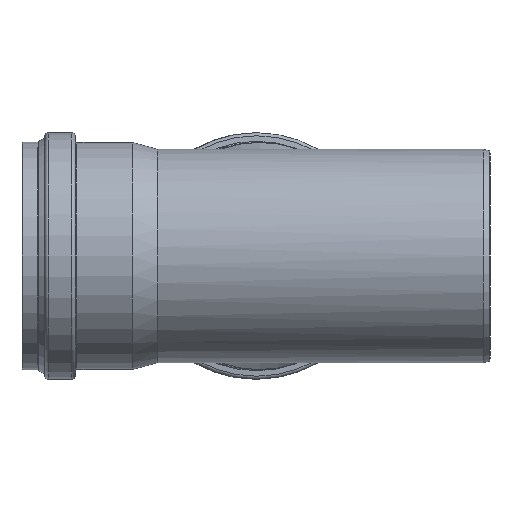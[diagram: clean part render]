
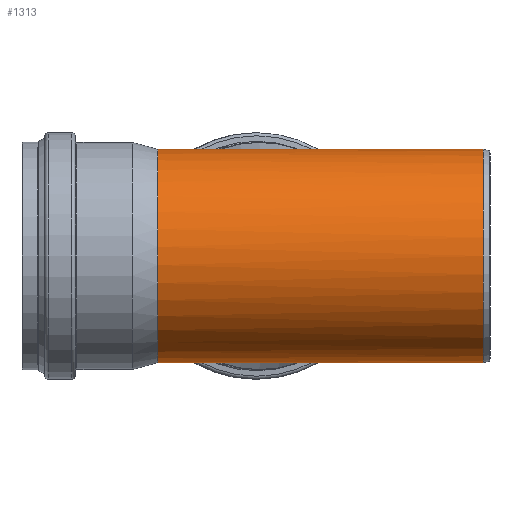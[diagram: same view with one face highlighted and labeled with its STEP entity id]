
A CAD part, left-side view. The second image highlights one B-rep face of the part: STEP entity #1313.
In plain terms, the highlighted cylindrical face has radius 125.15 mm (diameter 250.3 mm), a full revolution.
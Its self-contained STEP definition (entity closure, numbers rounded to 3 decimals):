
#76=LINE('',#2568,#116);
#116=VECTOR('',#1676,125.15);
#156=CIRCLE('',#1419,125.15);
#157=CIRCLE('',#1420,125.15);
#158=CIRCLE('',#1421,125.15);
#314=CYLINDRICAL_SURFACE('',#1418,125.15);
#332=ELLIPSE('',#1410,183.257,125.15);
#336=ELLIPSE('',#1414,175.249,125.15);
#337=ELLIPSE('',#1415,175.249,125.15);
#339=ELLIPSE('',#1417,183.257,125.15);
#348=FACE_OUTER_BOUND('',#426,.T.);
#426=EDGE_LOOP('',(#888,#889,#890,#891,#892,#893,#894,#895,#896,#897,#898));
#507=B_SPLINE_CURVE_WITH_KNOTS('',3,(#2242,#2243,#2244,#2245,#2246,#2247,
#2248,#2249,#2250,#2251),.UNSPECIFIED.,.F.,.F.,(4,2,2,2,4),(4.526,
4.589,4.672,4.827,5.344),
 .UNSPECIFIED.);
#511=B_SPLINE_CURVE_WITH_KNOTS('',3,(#2378,#2379,#2380,#2381,#2382,#2383,
#2384,#2385,#2386,#2387),.UNSPECIFIED.,.F.,.F.,(4,2,2,2,4),(0.,0.088,
0.116,0.132,0.142),.UNSPECIFIED.);
#512=VERTEX_POINT('',#2227);
#514=VERTEX_POINT('',#2234);
#515=VERTEX_POINT('',#2241);
#518=VERTEX_POINT('',#2319);
#519=VERTEX_POINT('',#2423);
#520=VERTEX_POINT('',#2516);
#522=VERTEX_POINT('',#2520);
#523=VERTEX_POINT('',#2567);
#524=VERTEX_POINT('',#2569);
#656=EDGE_CURVE('',#515,#514,#507,.T.);
#660=EDGE_CURVE('',#512,#518,#511,.T.);
#661=EDGE_CURVE('',#515,#519,#332,.T.);
#665=EDGE_CURVE('',#519,#522,#336,.T.);
#666=EDGE_CURVE('',#522,#520,#337,.T.);
#668=EDGE_CURVE('',#520,#518,#339,.T.);
#669=EDGE_CURVE('',#512,#514,#156,.T.);
#670=EDGE_CURVE('',#522,#523,#76,.T.);
#671=EDGE_CURVE('',#523,#524,#157,.T.);
#672=EDGE_CURVE('',#524,#523,#158,.T.);
#888=ORIENTED_EDGE('',*,*,#656,.T.);
#889=ORIENTED_EDGE('',*,*,#669,.F.);
#890=ORIENTED_EDGE('',*,*,#660,.T.);
#891=ORIENTED_EDGE('',*,*,#668,.F.);
#892=ORIENTED_EDGE('',*,*,#666,.F.);
#893=ORIENTED_EDGE('',*,*,#670,.T.);
#894=ORIENTED_EDGE('',*,*,#671,.T.);
#895=ORIENTED_EDGE('',*,*,#672,.T.);
#896=ORIENTED_EDGE('',*,*,#670,.F.);
#897=ORIENTED_EDGE('',*,*,#665,.F.);
#898=ORIENTED_EDGE('',*,*,#661,.F.);
#1313=ADVANCED_FACE('',(#348),#314,.T.);
#1410=AXIS2_PLACEMENT_3D('',#2424,#1656,#1657);
#1414=AXIS2_PLACEMENT_3D('',#2521,#1664,#1665);
#1415=AXIS2_PLACEMENT_3D('',#2522,#1666,#1667);
#1417=AXIS2_PLACEMENT_3D('',#2564,#1670,#1671);
#1418=AXIS2_PLACEMENT_3D('',#2565,#1672,#1673);
#1419=AXIS2_PLACEMENT_3D('',#2566,#1674,#1675);
#1420=AXIS2_PLACEMENT_3D('',#2570,#1677,#1678);
#1421=AXIS2_PLACEMENT_3D('',#2571,#1679,#1680);
#1656=DIRECTION('center_axis',(0.73,-0.683,0.));
#1657=DIRECTION('ref_axis',(0.683,0.73,0.));
#1664=DIRECTION('center_axis',(0.7,0.714,0.));
#1665=DIRECTION('ref_axis',(0.714,-0.7,0.));
#1666=DIRECTION('center_axis',(0.7,0.714,0.));
#1667=DIRECTION('ref_axis',(0.714,-0.7,0.));
#1670=DIRECTION('center_axis',(0.73,-0.683,0.));
#1671=DIRECTION('ref_axis',(0.683,0.73,0.));
#1672=DIRECTION('center_axis',(0.,1.,0.));
#1673=DIRECTION('ref_axis',(-1.,0.,0.));
#1674=DIRECTION('center_axis',(0.,1.,0.));
#1675=DIRECTION('ref_axis',(1.,0.,0.));
#1676=DIRECTION('',(0.,-1.,0.));
#1677=DIRECTION('center_axis',(0.,1.,0.));
#1678=DIRECTION('ref_axis',(1.,0.,0.));
#1679=DIRECTION('center_axis',(0.,1.,0.));
#1680=DIRECTION('ref_axis',(1.,0.,0.));
#2227=CARTESIAN_POINT('',(118.444,389.478,-40.416));
#2234=CARTESIAN_POINT('',(118.444,389.478,40.416));
#2241=CARTESIAN_POINT('',(118.844,389.122,39.225));
#2242=CARTESIAN_POINT('Ctrl Pts',(118.844,389.122,39.225));
#2243=CARTESIAN_POINT('Ctrl Pts',(118.841,389.153,39.234));
#2244=CARTESIAN_POINT('Ctrl Pts',(118.836,389.18,39.249));
#2245=CARTESIAN_POINT('Ctrl Pts',(118.822,389.239,39.293));
#2246=CARTESIAN_POINT('Ctrl Pts',(118.811,389.267,39.325));
#2247=CARTESIAN_POINT('Ctrl Pts',(118.779,389.333,39.423));
#2248=CARTESIAN_POINT('Ctrl Pts',(118.753,389.364,39.499));
#2249=CARTESIAN_POINT('Ctrl Pts',(118.649,389.459,39.811));
#2250=CARTESIAN_POINT('Ctrl Pts',(118.541,389.478,40.134));
#2251=CARTESIAN_POINT('Ctrl Pts',(118.444,389.478,40.416));
#2319=CARTESIAN_POINT('',(118.844,389.122,-39.225));
#2378=CARTESIAN_POINT('Ctrl Pts',(118.444,389.478,-40.416));
#2379=CARTESIAN_POINT('Ctrl Pts',(118.539,389.478,-40.139));
#2380=CARTESIAN_POINT('Ctrl Pts',(118.645,389.46,-39.825));
#2381=CARTESIAN_POINT('Ctrl Pts',(118.749,389.369,-39.512));
#2382=CARTESIAN_POINT('Ctrl Pts',(118.776,389.338,-39.431));
#2383=CARTESIAN_POINT('Ctrl Pts',(118.811,389.268,-39.325));
#2384=CARTESIAN_POINT('Ctrl Pts',(118.823,389.236,-39.289));
#2385=CARTESIAN_POINT('Ctrl Pts',(118.837,389.174,-39.245));
#2386=CARTESIAN_POINT('Ctrl Pts',(118.841,389.149,-39.233));
#2387=CARTESIAN_POINT('Ctrl Pts',(118.844,389.122,-39.225));
#2423=CARTESIAN_POINT('',(0.,262.,125.15));
#2424=CARTESIAN_POINT('Origin',(0.,262.,0.));
#2516=CARTESIAN_POINT('',(0.,262.,-125.15));
#2520=CARTESIAN_POINT('',(125.15,139.323,0.));
#2521=CARTESIAN_POINT('Origin',(0.,262.,0.));
#2522=CARTESIAN_POINT('Origin',(0.,262.,0.));
#2564=CARTESIAN_POINT('Origin',(0.,262.,0.));
#2565=CARTESIAN_POINT('Origin',(0.,198.805,0.));
#2566=CARTESIAN_POINT('Origin',(0.,389.478,0.));
#2567=CARTESIAN_POINT('',(125.15,8.132,0.));
#2568=CARTESIAN_POINT('',(125.15,198.805,0.));
#2569=CARTESIAN_POINT('',(0.,8.132,-125.15));
#2570=CARTESIAN_POINT('Origin',(0.,8.132,0.));
#2571=CARTESIAN_POINT('Origin',(0.,8.132,0.));
